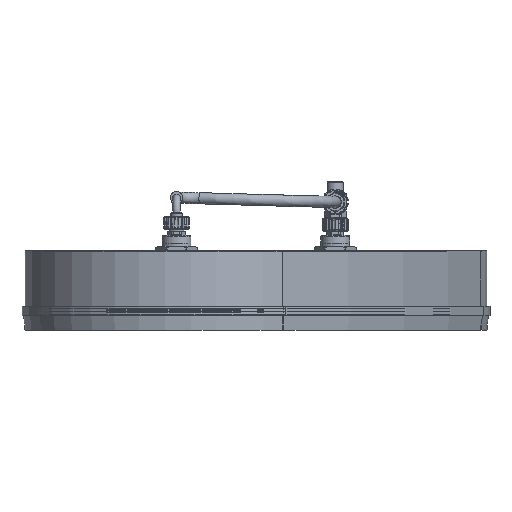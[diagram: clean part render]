
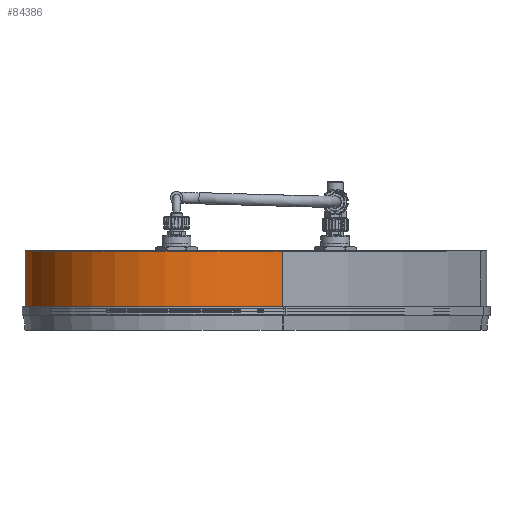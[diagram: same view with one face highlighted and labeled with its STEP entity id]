
A CAD part, left-side view. The second image highlights one B-rep face of the part: STEP entity #84386.
In plain terms, the highlighted cylindrical face has radius 210 mm (diameter 420 mm), a partial arc.
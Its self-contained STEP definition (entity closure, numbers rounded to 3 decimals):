
#5965=LINE('',#109612,#9773);
#5969=LINE('',#109636,#9777);
#9773=VECTOR('',#94194,1000.);
#9777=VECTOR('',#94222,1000.);
#13601=ORIENTED_EDGE('',*,*,#31861,.T.);
#13602=ORIENTED_EDGE('',*,*,#31847,.F.);
#13603=ORIENTED_EDGE('',*,*,#31862,.F.);
#13604=ORIENTED_EDGE('',*,*,#31859,.T.);
#31847=EDGE_CURVE('',#40979,#40976,#5965,.T.);
#31859=EDGE_CURVE('',#40988,#40987,#5969,.T.);
#31861=EDGE_CURVE('',#40987,#40976,#47029,.T.);
#31862=EDGE_CURVE('',#40988,#40979,#47030,.T.);
#40976=VERTEX_POINT('',#109606);
#40979=VERTEX_POINT('',#109611);
#40987=VERTEX_POINT('',#109635);
#40988=VERTEX_POINT('',#109637);
#47029=CIRCLE('',#88398,210.);
#47030=CIRCLE('',#88399,210.);
#49743=EDGE_LOOP('',(#13601,#13602,#13603,#13604));
#54709=FACE_BOUND('',#49743,.T.);
#59681=CYLINDRICAL_SURFACE('',#88397,210.);
#84386=ADVANCED_FACE('',(#54709),#59681,.T.);
#88397=AXIS2_PLACEMENT_3D('',#109639,#94225,#94226);
#88398=AXIS2_PLACEMENT_3D('',#109640,#94227,#94228);
#88399=AXIS2_PLACEMENT_3D('',#109641,#94229,#94230);
#94194=DIRECTION('',(0.,0.,1.));
#94222=DIRECTION('',(0.,0.,1.));
#94225=DIRECTION('',(0.,0.,1.));
#94226=DIRECTION('',(1.,0.,0.));
#94227=DIRECTION('',(0.,0.,-1.));
#94228=DIRECTION('',(1.,0.,0.));
#94229=DIRECTION('',(0.,0.,-1.));
#94230=DIRECTION('',(1.,0.,0.));
#109606=CARTESIAN_POINT('',(-185.499,320.297,0.));
#109611=CARTESIAN_POINT('',(-185.499,320.297,-80.));
#109612=CARTESIAN_POINT('',(-185.499,320.297,-1.5));
#109635=CARTESIAN_POINT('',(-519.489,72.511,0.));
#109636=CARTESIAN_POINT('',(-519.489,72.511,-1.5));
#109637=CARTESIAN_POINT('',(-519.489,72.511,-80.));
#109639=CARTESIAN_POINT('',(-370.,220.,-1.5));
#109640=CARTESIAN_POINT('',(-370.,220.,0.));
#109641=CARTESIAN_POINT('',(-370.,220.,-80.));
